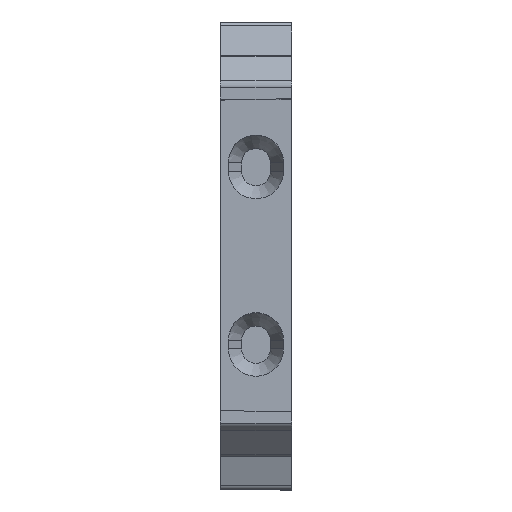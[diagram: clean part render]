
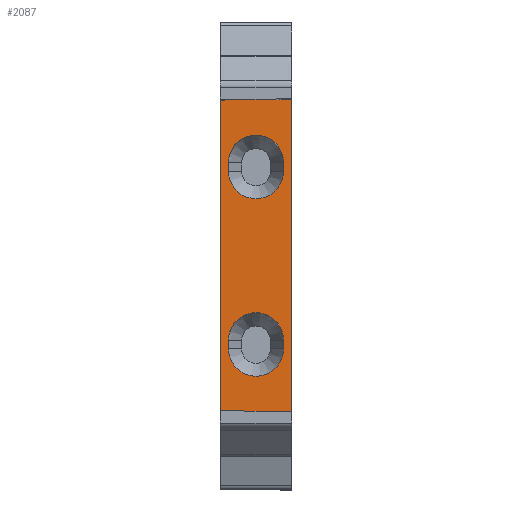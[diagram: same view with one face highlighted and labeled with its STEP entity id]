
A CAD part, top view. The second image highlights one B-rep face of the part: STEP entity #2087.
In plain terms, the highlighted planar face has unit normal (0, 0, 1).
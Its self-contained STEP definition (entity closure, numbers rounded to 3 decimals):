
#1960=AXIS2_PLACEMENT_3D('Plane Axis2P3D',#1957,#1958,#1959) ;
#1989=AXIS2_PLACEMENT_3D('Circle Axis2P3D',#1987,#1988,$) ;
#2005=AXIS2_PLACEMENT_3D('Circle Axis2P3D',#2003,#2004,$) ;
#2012=AXIS2_PLACEMENT_3D('Circle Axis2P3D',#2010,#2011,$) ;
#2026=AXIS2_PLACEMENT_3D('Circle Axis2P3D',#2024,#2025,$) ;
#2039=AXIS2_PLACEMENT_3D('Circle Axis2P3D',#2037,#2038,$) ;
#2048=AXIS2_PLACEMENT_3D('Circle Axis2P3D',#2046,#2047,$) ;
#2062=AXIS2_PLACEMENT_3D('Circle Axis2P3D',#2060,#2061,$) ;
#2069=AXIS2_PLACEMENT_3D('Circle Axis2P3D',#2067,#2068,$) ;
#1865=CARTESIAN_POINT('Vertex',(6.,32.526,51.4)) ;
#1933=CARTESIAN_POINT('Vertex',(0.,32.474,51.4)) ;
#1936=CARTESIAN_POINT('Line Origine',(3.,32.5,51.4)) ;
#1957=CARTESIAN_POINT('Axis2P3D Location',(6.,6.474,51.4)) ;
#1962=CARTESIAN_POINT('Line Origine',(0.,19.5,51.4)) ;
#1966=CARTESIAN_POINT('Vertex',(0.,6.526,51.4)) ;
#1969=CARTESIAN_POINT('Line Origine',(3.,6.5,51.4)) ;
#1973=CARTESIAN_POINT('Vertex',(6.,6.474,51.4)) ;
#1976=CARTESIAN_POINT('Line Origine',(6.,19.5,51.4)) ;
#1987=CARTESIAN_POINT('Axis2P3D Location',(3.,11.75,51.4)) ;
#1991=CARTESIAN_POINT('Vertex',(3.,9.45,51.4)) ;
#1993=CARTESIAN_POINT('Vertex',(0.7,11.75,51.4)) ;
#1996=CARTESIAN_POINT('Line Origine',(0.7,12.1,51.4)) ;
#2000=CARTESIAN_POINT('Vertex',(0.7,12.45,51.4)) ;
#2003=CARTESIAN_POINT('Axis2P3D Location',(3.,12.45,51.4)) ;
#2007=CARTESIAN_POINT('Vertex',(3.,14.75,51.4)) ;
#2010=CARTESIAN_POINT('Axis2P3D Location',(3.,12.45,51.4)) ;
#2014=CARTESIAN_POINT('Vertex',(5.3,12.45,51.4)) ;
#2017=CARTESIAN_POINT('Line Origine',(5.3,12.1,51.4)) ;
#2021=CARTESIAN_POINT('Vertex',(5.3,11.75,51.4)) ;
#2024=CARTESIAN_POINT('Axis2P3D Location',(3.,11.75,51.4)) ;
#2037=CARTESIAN_POINT('Axis2P3D Location',(3.,26.55,51.4)) ;
#2041=CARTESIAN_POINT('Vertex',(3.,24.25,51.4)) ;
#2043=CARTESIAN_POINT('Vertex',(5.3,26.55,51.4)) ;
#2046=CARTESIAN_POINT('Axis2P3D Location',(3.,26.55,51.4)) ;
#2050=CARTESIAN_POINT('Vertex',(0.7,26.55,51.4)) ;
#2053=CARTESIAN_POINT('Line Origine',(0.7,26.9,51.4)) ;
#2057=CARTESIAN_POINT('Vertex',(0.7,27.25,51.4)) ;
#2060=CARTESIAN_POINT('Axis2P3D Location',(3.,27.25,51.4)) ;
#2064=CARTESIAN_POINT('Vertex',(3.,29.55,51.4)) ;
#2067=CARTESIAN_POINT('Axis2P3D Location',(3.,27.25,51.4)) ;
#2071=CARTESIAN_POINT('Vertex',(5.3,27.25,51.4)) ;
#2074=CARTESIAN_POINT('Line Origine',(5.3,26.9,51.4)) ;
#1937=DIRECTION('Vector Direction',(-1.,-0.009,0.)) ;
#1958=DIRECTION('Axis2P3D Direction',(0.,0.,1.)) ;
#1959=DIRECTION('Axis2P3D XDirection',(0.,1.,0.)) ;
#1963=DIRECTION('Vector Direction',(0.,-1.,0.)) ;
#1970=DIRECTION('Vector Direction',(-1.,0.009,0.)) ;
#1977=DIRECTION('Vector Direction',(0.,1.,0.)) ;
#1988=DIRECTION('Axis2P3D Direction',(0.,0.,1.)) ;
#1997=DIRECTION('Vector Direction',(0.,1.,0.)) ;
#2004=DIRECTION('Axis2P3D Direction',(0.,0.,1.)) ;
#2011=DIRECTION('Axis2P3D Direction',(0.,0.,1.)) ;
#2018=DIRECTION('Vector Direction',(0.,-1.,0.)) ;
#2025=DIRECTION('Axis2P3D Direction',(0.,0.,1.)) ;
#2038=DIRECTION('Axis2P3D Direction',(0.,0.,1.)) ;
#2047=DIRECTION('Axis2P3D Direction',(0.,0.,1.)) ;
#2054=DIRECTION('Vector Direction',(0.,1.,0.)) ;
#2061=DIRECTION('Axis2P3D Direction',(0.,0.,1.)) ;
#2068=DIRECTION('Axis2P3D Direction',(0.,0.,1.)) ;
#2075=DIRECTION('Vector Direction',(0.,-1.,0.)) ;
#1938=VECTOR('Line Direction',#1937,1.) ;
#1964=VECTOR('Line Direction',#1963,1.) ;
#1971=VECTOR('Line Direction',#1970,1.) ;
#1978=VECTOR('Line Direction',#1977,1.) ;
#1998=VECTOR('Line Direction',#1997,1.) ;
#2019=VECTOR('Line Direction',#2018,1.) ;
#2055=VECTOR('Line Direction',#2054,1.) ;
#2076=VECTOR('Line Direction',#2075,1.) ;
#1982=ORIENTED_EDGE('',*,*,#1940,.T.) ;
#1983=ORIENTED_EDGE('',*,*,#1968,.T.) ;
#1984=ORIENTED_EDGE('',*,*,#1975,.T.) ;
#1985=ORIENTED_EDGE('',*,*,#1980,.F.) ;
#2030=ORIENTED_EDGE('',*,*,#1995,.T.) ;
#2031=ORIENTED_EDGE('',*,*,#2002,.T.) ;
#2032=ORIENTED_EDGE('',*,*,#2009,.F.) ;
#2033=ORIENTED_EDGE('',*,*,#2016,.T.) ;
#2034=ORIENTED_EDGE('',*,*,#2023,.F.) ;
#2035=ORIENTED_EDGE('',*,*,#2028,.F.) ;
#2080=ORIENTED_EDGE('',*,*,#2045,.F.) ;
#2081=ORIENTED_EDGE('',*,*,#2052,.T.) ;
#2082=ORIENTED_EDGE('',*,*,#2059,.F.) ;
#2083=ORIENTED_EDGE('',*,*,#2066,.F.) ;
#2084=ORIENTED_EDGE('',*,*,#2073,.T.) ;
#2085=ORIENTED_EDGE('',*,*,#2078,.T.) ;
#2036=FACE_BOUND('',#2029,.T.) ;
#2086=FACE_BOUND('',#2079,.T.) ;
#2087=ADVANCED_FACE('Hauptk\X2\00F6\X0\rper',(#1986,#2036,#2086),#1961,.T.) ;
#1990=CIRCLE('generated circle',#1989,2.3) ;
#2006=CIRCLE('generated circle',#2005,2.3) ;
#2013=CIRCLE('generated circle',#2012,2.3) ;
#2027=CIRCLE('generated circle',#2026,2.3) ;
#2040=CIRCLE('generated circle',#2039,2.3) ;
#2049=CIRCLE('generated circle',#2048,2.3) ;
#2063=CIRCLE('generated circle',#2062,2.3) ;
#2070=CIRCLE('generated circle',#2069,2.3) ;
#1940=EDGE_CURVE('',#1866,#1934,#1939,.T.) ;
#1968=EDGE_CURVE('',#1934,#1967,#1965,.T.) ;
#1975=EDGE_CURVE('',#1967,#1974,#1972,.F.) ;
#1980=EDGE_CURVE('',#1866,#1974,#1979,.F.) ;
#1995=EDGE_CURVE('',#1992,#1994,#1990,.F.) ;
#2002=EDGE_CURVE('',#1994,#2001,#1999,.T.) ;
#2009=EDGE_CURVE('',#2008,#2001,#2006,.T.) ;
#2016=EDGE_CURVE('',#2008,#2015,#2013,.F.) ;
#2023=EDGE_CURVE('',#2022,#2015,#2020,.F.) ;
#2028=EDGE_CURVE('',#1992,#2022,#2027,.T.) ;
#2045=EDGE_CURVE('',#2042,#2044,#2040,.T.) ;
#2052=EDGE_CURVE('',#2042,#2051,#2049,.F.) ;
#2059=EDGE_CURVE('',#2058,#2051,#2056,.F.) ;
#2066=EDGE_CURVE('',#2065,#2058,#2063,.T.) ;
#2073=EDGE_CURVE('',#2065,#2072,#2070,.F.) ;
#2078=EDGE_CURVE('',#2072,#2044,#2077,.T.) ;
#1981=EDGE_LOOP('',(#1982,#1983,#1984,#1985)) ;
#2029=EDGE_LOOP('',(#2030,#2031,#2032,#2033,#2034,#2035)) ;
#2079=EDGE_LOOP('',(#2080,#2081,#2082,#2083,#2084,#2085)) ;
#1986=FACE_OUTER_BOUND('',#1981,.T.) ;
#1939=LINE('Line',#1936,#1938) ;
#1965=LINE('Line',#1962,#1964) ;
#1972=LINE('Line',#1969,#1971) ;
#1979=LINE('Line',#1976,#1978) ;
#1999=LINE('Line',#1996,#1998) ;
#2020=LINE('Line',#2017,#2019) ;
#2056=LINE('Line',#2053,#2055) ;
#2077=LINE('Line',#2074,#2076) ;
#1961=PLANE('',#1960) ;
#1866=VERTEX_POINT('',#1865) ;
#1934=VERTEX_POINT('',#1933) ;
#1967=VERTEX_POINT('',#1966) ;
#1974=VERTEX_POINT('',#1973) ;
#1992=VERTEX_POINT('',#1991) ;
#1994=VERTEX_POINT('',#1993) ;
#2001=VERTEX_POINT('',#2000) ;
#2008=VERTEX_POINT('',#2007) ;
#2015=VERTEX_POINT('',#2014) ;
#2022=VERTEX_POINT('',#2021) ;
#2042=VERTEX_POINT('',#2041) ;
#2044=VERTEX_POINT('',#2043) ;
#2051=VERTEX_POINT('',#2050) ;
#2058=VERTEX_POINT('',#2057) ;
#2065=VERTEX_POINT('',#2064) ;
#2072=VERTEX_POINT('',#2071) ;
